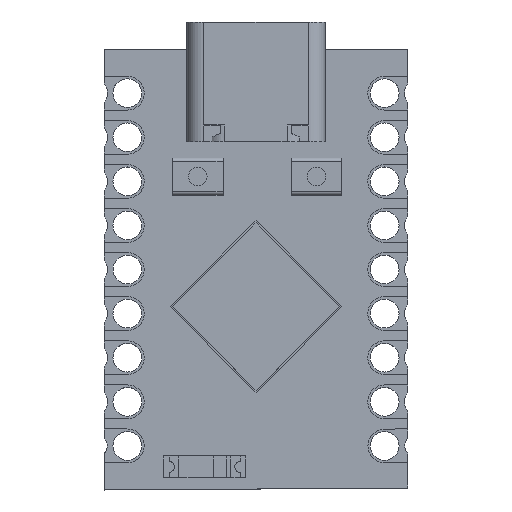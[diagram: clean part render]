
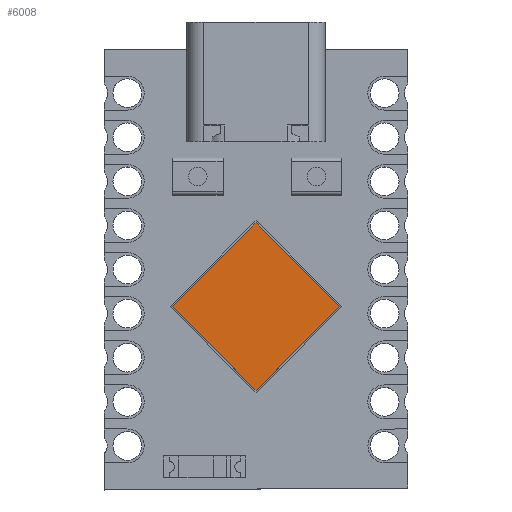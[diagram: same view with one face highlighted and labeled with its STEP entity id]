
A CAD part, top view. The second image highlights one B-rep face of the part: STEP entity #6008.
In plain terms, the highlighted planar face has unit normal (0, 0, 1).
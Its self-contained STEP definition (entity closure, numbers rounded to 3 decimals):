
#81=PLANE('',#6278);
#332=LINE('',#8149,#822);
#335=LINE('',#8155,#825);
#338=LINE('',#8161,#828);
#340=LINE('',#8164,#830);
#822=VECTOR('',#6891,1000.);
#825=VECTOR('',#6896,1000.);
#828=VECTOR('',#6901,1000.);
#830=VECTOR('',#6905,1000.);
#1500=ORIENTED_EDGE('',*,*,#2618,.T.);
#1501=ORIENTED_EDGE('',*,*,#2621,.T.);
#1502=ORIENTED_EDGE('',*,*,#2624,.T.);
#1503=ORIENTED_EDGE('',*,*,#2626,.T.);
#2618=EDGE_CURVE('',#3196,#3199,#332,.T.);
#2621=EDGE_CURVE('',#3199,#3201,#335,.T.);
#2624=EDGE_CURVE('',#3201,#3203,#338,.T.);
#2626=EDGE_CURVE('',#3203,#3196,#340,.T.);
#3196=VERTEX_POINT('',#8143);
#3199=VERTEX_POINT('',#8148);
#3201=VERTEX_POINT('',#8154);
#3203=VERTEX_POINT('',#8160);
#3726=EDGE_LOOP('',(#1500,#1501,#1502,#1503));
#4022=FACE_BOUND('',#3726,.T.);
#6008=ADVANCED_FACE('',(#4022),#81,.T.);
#6278=AXIS2_PLACEMENT_3D('',#8165,#6906,#6907);
#6891=DIRECTION('',(-0.707,-0.707,0.));
#6896=DIRECTION('',(0.707,-0.707,0.));
#6901=DIRECTION('',(0.707,0.707,0.));
#6905=DIRECTION('',(-0.707,0.707,0.));
#6906=DIRECTION('',(0.,0.,1.));
#6907=DIRECTION('',(0.,-1.,0.));
#8143=CARTESIAN_POINT('',(0.,3.203,2.809));
#8148=CARTESIAN_POINT('',(-4.95,-1.747,2.809));
#8149=CARTESIAN_POINT('',(0.,3.203,2.809));
#8154=CARTESIAN_POINT('',(0.,-6.696,2.809));
#8155=CARTESIAN_POINT('',(-4.95,-1.747,2.809));
#8160=CARTESIAN_POINT('',(4.95,-1.747,2.809));
#8161=CARTESIAN_POINT('',(0.,-6.696,2.809));
#8164=CARTESIAN_POINT('',(4.95,-1.747,2.809));
#8165=CARTESIAN_POINT('',(0.,1.753,2.809));
